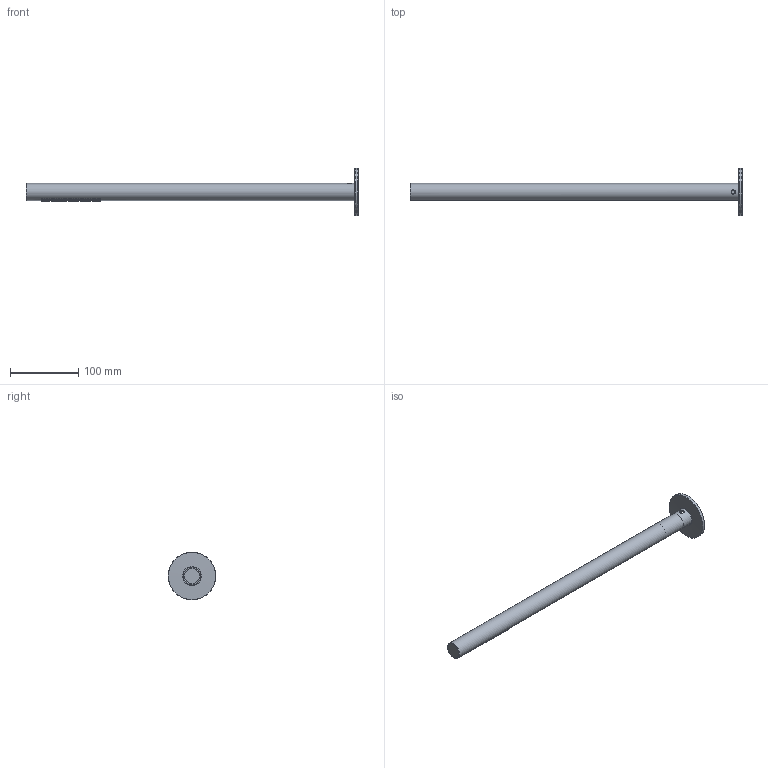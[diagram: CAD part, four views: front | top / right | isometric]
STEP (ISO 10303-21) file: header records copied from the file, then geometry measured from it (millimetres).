
FILE_DESCRIPTION(/* description */ ('Unknown'),/* implementation_level */ '2;1');
FILE_NAME(/* name */ 'AC195-00',/* time_stamp */ '2024-12-20T12:28:00+01:00',/* author */ ('Unknown'),/* organization */ ('Unknown'),/* preprocessor_version */ 'ST-DEVELOPER v19.4',/* originating_system */ 'Solid Edge',/* authorisation */ 'Unknown');
FILE_SCHEMA (('AUTOMOTIVE_DESIGN {1 0 10303 214 3 1 1}'));
Length unit declared in the file: millimetre
Products named in the file (3): AC195-00; C101037_00101ZZ; C073093_06801ZZ
Assembly tree (2 placements, depth 2):
  AC195-00
    C101037_00101ZZ
    C073093_06801ZZ
Bounding box: 487.27 x 69.99 x 69.99 mm (x, y, z)
Volume: 226872.8 mm3; surface area: 55208.4 mm2
Topology: 2 solids, 2 shells, 1287 faces, 3199 edges, 2266 vertices
Faces by surface type: cylinder 509, cone 382, bspline 250, torus 133, plane 12, sphere 1
Full cylindrical faces by diameter (mm): 2.5 x125, 14 x1, 16.4 x1, 23 x1, 23.1 x1, 23.5 x1, 25 x1, 25.5 x2, 27.8 x1
Entity records: 230656 total; most frequent: CARTESIAN_POINT 201279, ORIENTED_EDGE 3806, DIRECTION 2650, EDGE_LOOP 2316, FACE_BOUND 2316, EDGE_CURVE 1903, VERTEX_POINT 1645, B_SPLINE_CURVE_WITH_KNOTS 1618
